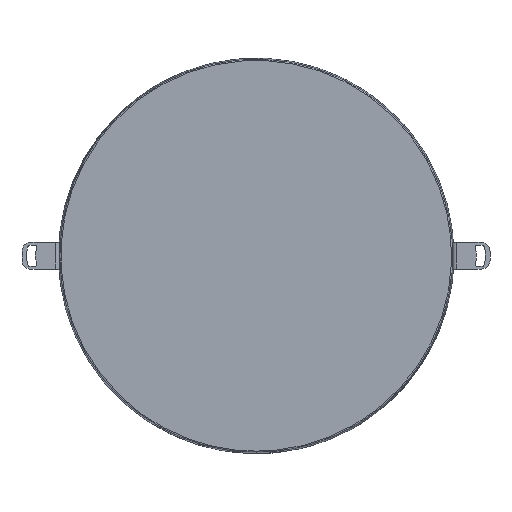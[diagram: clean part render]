
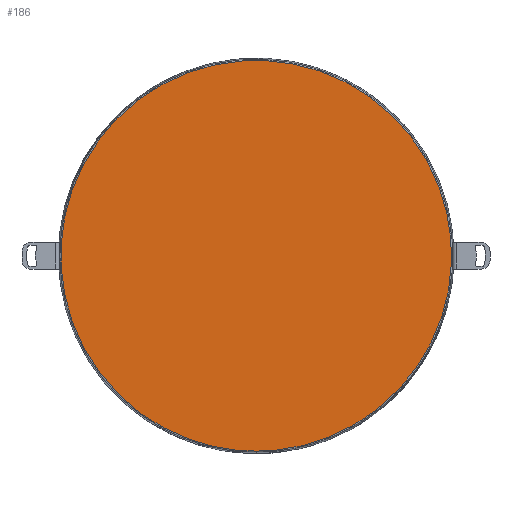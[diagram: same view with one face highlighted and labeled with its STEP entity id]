
A CAD part, top view. The second image highlights one B-rep face of the part: STEP entity #186.
In plain terms, the highlighted planar face has unit normal (0, 0, 1).
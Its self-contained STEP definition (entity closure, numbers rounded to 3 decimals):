
#186=ADVANCED_FACE('',(#406),#3161,.T.);
#406=FACE_OUTER_BOUND('',#622,.T.);
#622=EDGE_LOOP('',(#1478,#1479));
#1478=ORIENTED_EDGE('',*,*,#2056,.T.);
#1479=ORIENTED_EDGE('',*,*,#2057,.T.);
#2056=EDGE_CURVE('',#2924,#2926,#2324,.T.);
#2057=EDGE_CURVE('',#2926,#2924,#2325,.T.);
#2324=(
BOUNDED_CURVE()
B_SPLINE_CURVE(2,(#6523,#6524,#6525,#6526,#6527,#6528,#6529,#6530,#6531),
 .UNSPECIFIED.,.F.,.F.)
B_SPLINE_CURVE_WITH_KNOTS((3,2,2,2,3),(0.,166.393,332.786,
499.179,665.572),.UNSPECIFIED.)
CURVE()
GEOMETRIC_REPRESENTATION_ITEM()
RATIONAL_B_SPLINE_CURVE((1.,0.725,1.,0.725,1.,0.725,
1.,0.725,1.))
REPRESENTATION_ITEM('')
);
#2325=(
BOUNDED_CURVE()
B_SPLINE_CURVE(2,(#6532,#6533,#6534),.UNSPECIFIED.,.F.,.F.)
B_SPLINE_CURVE_WITH_KNOTS((3,3),(665.572,688.614),
 .UNSPECIFIED.)
CURVE()
GEOMETRIC_REPRESENTATION_ITEM()
RATIONAL_B_SPLINE_CURVE((1.,0.995,1.))
REPRESENTATION_ITEM('')
);
#2924=VERTEX_POINT('',#6499);
#2926=VERTEX_POINT('',#6501);
#3161=PLANE('',#3319);
#3319=AXIS2_PLACEMENT_3D('',#6320,#3393,$);
#3393=DIRECTION('',(0.,0.,1.));
#6320=CARTESIAN_POINT('',(-117.206,-126.439,12.87));
#6499=CARTESIAN_POINT('',(11.5,-123.033,12.87));
#6501=CARTESIAN_POINT('',(-11.5,-123.033,12.87));
#6523=CARTESIAN_POINT('',(11.5,-123.033,12.87));
#6524=CARTESIAN_POINT('',(114.908,-112.122,12.87));
#6525=CARTESIAN_POINT('',(109.445,-8.283,12.87));
#6526=CARTESIAN_POINT('',(103.982,95.555,12.87));
#6527=CARTESIAN_POINT('',(0.,95.555,12.87));
#6528=CARTESIAN_POINT('',(-103.982,95.555,12.87));
#6529=CARTESIAN_POINT('',(-109.445,-8.283,12.87));
#6530=CARTESIAN_POINT('',(-114.908,-112.122,12.87));
#6531=CARTESIAN_POINT('',(-11.5,-123.033,12.87));
#6532=CARTESIAN_POINT('',(-11.5,-123.033,12.87));
#6533=CARTESIAN_POINT('',(0.,-124.241,12.87));
#6534=CARTESIAN_POINT('',(11.5,-123.033,12.87));
